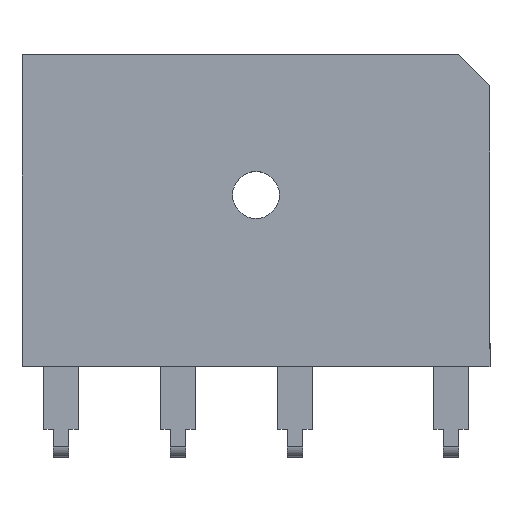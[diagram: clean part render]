
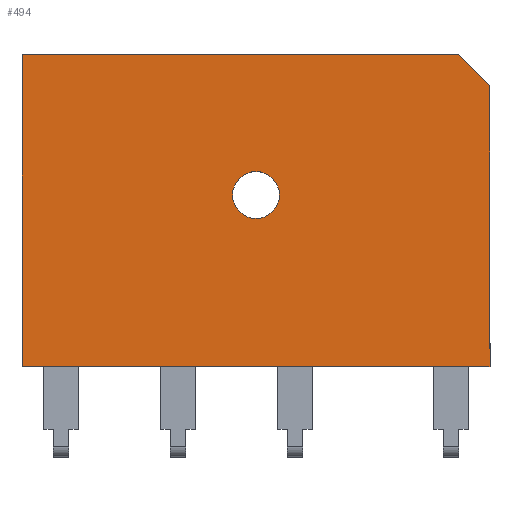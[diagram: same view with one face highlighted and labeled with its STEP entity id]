
A CAD part, top view. The second image highlights one B-rep face of the part: STEP entity #494.
In plain terms, the highlighted face is planar.
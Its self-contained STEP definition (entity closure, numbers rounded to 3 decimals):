
#40=FACE_BOUND('',#98,.T.);
#47=PLANE('',#588);
#70=FACE_OUTER_BOUND('',#97,.T.);
#97=EDGE_LOOP('',(#381,#382,#383,#384,#385));
#98=EDGE_LOOP('',(#386));
#120=LINE('',#776,#178);
#124=LINE('',#783,#182);
#129=LINE('',#795,#187);
#137=LINE('',#809,#195);
#138=LINE('',#810,#196);
#178=VECTOR('',#634,10.);
#182=VECTOR('',#640,10.);
#187=VECTOR('',#649,10.);
#195=VECTOR('',#663,10.);
#196=VECTOR('',#664,10.);
#234=CIRCLE('',#581,1.5);
#242=VERTEX_POINT('',#766);
#245=VERTEX_POINT('',#773);
#246=VERTEX_POINT('',#775);
#248=VERTEX_POINT('',#781);
#252=VERTEX_POINT('',#792);
#253=VERTEX_POINT('',#794);
#287=EDGE_CURVE('',#242,#242,#234,.T.);
#290=EDGE_CURVE('',#245,#246,#120,.T.);
#294=EDGE_CURVE('',#245,#248,#124,.T.);
#299=EDGE_CURVE('',#252,#253,#129,.T.);
#307=EDGE_CURVE('',#253,#248,#137,.T.);
#308=EDGE_CURVE('',#252,#246,#138,.T.);
#381=ORIENTED_EDGE('',*,*,#290,.F.);
#382=ORIENTED_EDGE('',*,*,#294,.T.);
#383=ORIENTED_EDGE('',*,*,#307,.F.);
#384=ORIENTED_EDGE('',*,*,#299,.F.);
#385=ORIENTED_EDGE('',*,*,#308,.T.);
#386=ORIENTED_EDGE('',*,*,#287,.T.);
#494=ADVANCED_FACE('',(#70,#40),#47,.T.);
#581=AXIS2_PLACEMENT_3D('',#768,#628,#629);
#588=AXIS2_PLACEMENT_3D('',#808,#661,#662);
#628=DIRECTION('center_axis',(0.,0.,1.));
#629=DIRECTION('ref_axis',(1.,0.,0.));
#634=DIRECTION('',(-0.707,-0.707,0.));
#640=DIRECTION('',(1.,0.,0.));
#649=DIRECTION('',(1.,0.,0.));
#661=DIRECTION('center_axis',(0.,0.,-1.));
#662=DIRECTION('ref_axis',(0.,1.,0.));
#663=DIRECTION('',(0.,1.,0.));
#664=DIRECTION('',(0.,1.,0.));
#766=CARTESIAN_POINT('',(13.5,11.,-4.6));
#768=CARTESIAN_POINT('Origin',(15.,11.,-4.6));
#773=CARTESIAN_POINT('',(2.,20.,-4.6));
#775=CARTESIAN_POINT('',(0.,18.,-4.6));
#776=CARTESIAN_POINT('',(-4.,14.,-4.6));
#781=CARTESIAN_POINT('',(30.,20.,-4.6));
#783=CARTESIAN_POINT('',(0.,20.,-4.6));
#792=CARTESIAN_POINT('',(0.,0.,-4.6));
#794=CARTESIAN_POINT('',(30.,0.,-4.6));
#795=CARTESIAN_POINT('',(0.,0.,-4.6));
#808=CARTESIAN_POINT('Origin',(0.,0.,-4.6));
#809=CARTESIAN_POINT('',(30.,0.,-4.6));
#810=CARTESIAN_POINT('',(0.,0.,-4.6));
